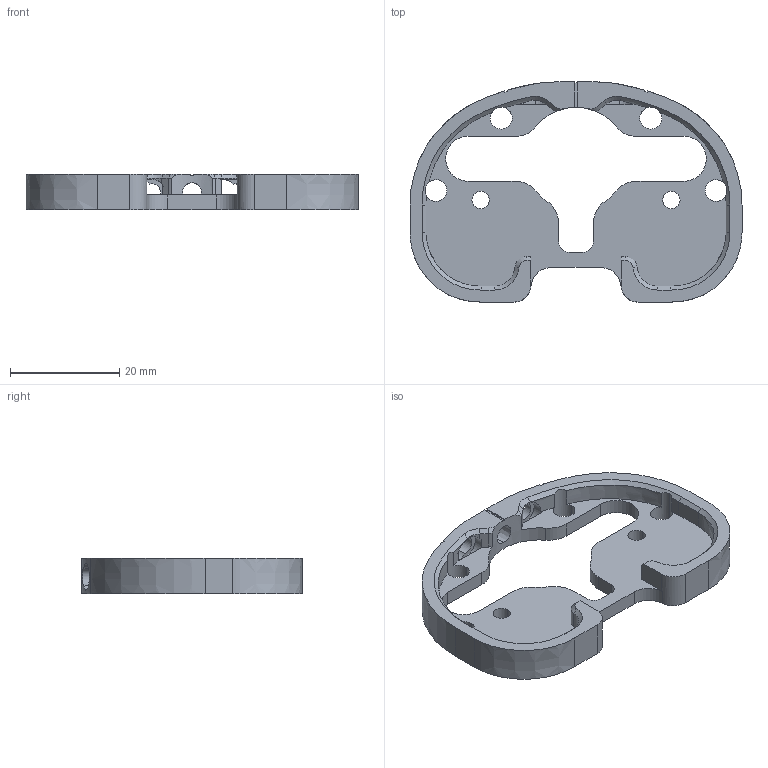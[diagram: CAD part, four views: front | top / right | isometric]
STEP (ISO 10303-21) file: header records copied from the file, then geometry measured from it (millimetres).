
FILE_DESCRIPTION((''),'2;1');
FILE_NAME('SZ-15-W','2011-05-31T',('Administrator'),(''),'PRO/ENGINEER BY PARAMETRIC TECHNOLOGY CORPORATION, 2001280','PRO/ENGINEER BY PARAMETRIC TECHNOLOGY CORPORATION, 2001280','');
FILE_SCHEMA(('CONFIG_CONTROL_DESIGN'));
Length unit declared in the file: millimetre
Products named in the file (1): SZ-15-W
Bounding box: 60.76 x 40.31 x 6.45 mm (x, y, z)
Volume: 5256.8 mm3; surface area: 5056.9 mm2
Topology: 1 solids, 1 shells, 148 faces, 427 edges, 276 vertices
Faces by surface type: plane 59, cylinder 51, cone 16, extrusion 16, bspline 6
Entity records: 5750 total; most frequent: CARTESIAN_POINT 1823, ORIENTED_EDGE 854, DIRECTION 757, EDGE_CURVE 427, VERTEX_POINT 276, AXIS2_PLACEMENT_3D 255, VECTOR 247, LINE 231
